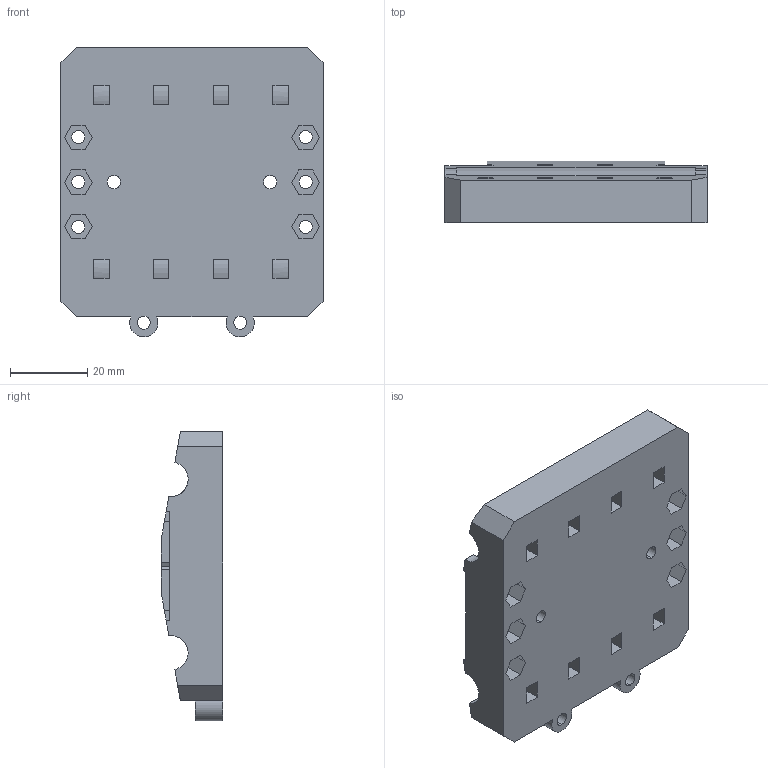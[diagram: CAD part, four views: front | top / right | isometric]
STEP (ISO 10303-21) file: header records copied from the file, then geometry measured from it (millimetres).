
FILE_DESCRIPTION (( 'STEP AP214' ), '1' );
FILE_NAME ('XCarriage_Bushingmod_Step_AP214.STEP', '2015-11-19T03:20:42', ( 'William' ), ( '' ), 'SwSTEP 2.0', 'SolidWorks 2014', '' );
FILE_SCHEMA (( 'AUTOMOTIVE_DESIGN' ));
Length unit declared in the file: millimetre
Products named in the file (1): XCarriage_Bushingmod_Step_AP214
Bounding box: 68 x 16 x 75.18 mm (x, y, z)
Volume: 52557.6 mm3; surface area: 19374.9 mm2
Topology: 1 solids, 1 shells, 285 faces, 807 edges, 538 vertices
Faces by surface type: plane 224, cylinder 37, bspline 24
Entity records: 10809 total; most frequent: CARTESIAN_POINT 3387, ORIENTED_EDGE 1614, DIRECTION 1341, EDGE_CURVE 807, VECTOR 677, LINE 677, VERTEX_POINT 538, EDGE_LOOP 351
